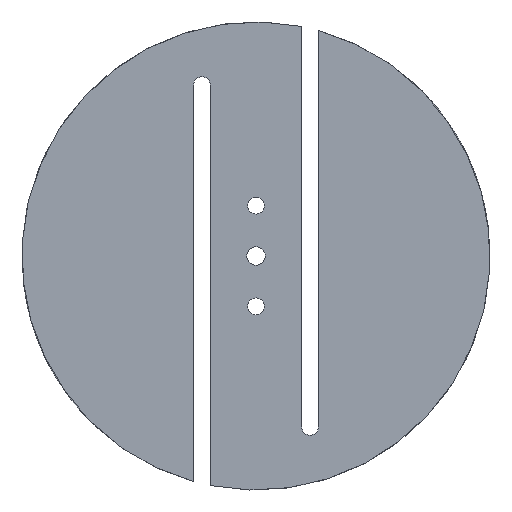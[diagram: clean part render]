
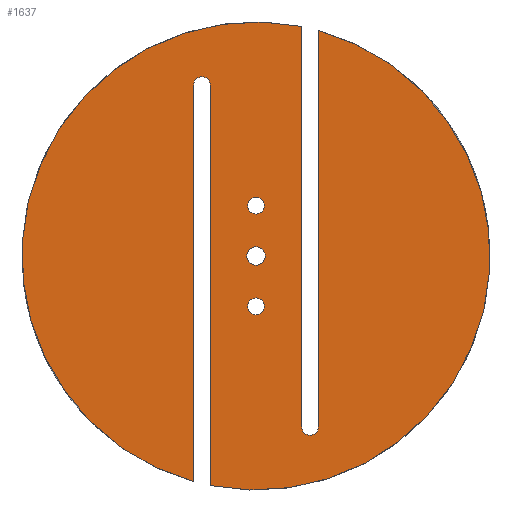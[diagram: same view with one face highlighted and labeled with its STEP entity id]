
A CAD part, front view. The second image highlights one B-rep face of the part: STEP entity #1637.
In plain terms, the highlighted planar face has unit normal (0, -1, 0).
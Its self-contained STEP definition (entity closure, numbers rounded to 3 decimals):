
#26=FACE_BOUND('',#286,.T.);
#27=FACE_BOUND('',#287,.T.);
#28=FACE_BOUND('',#288,.T.);
#67=PLANE('',#1823);
#180=FACE_OUTER_BOUND('',#285,.T.);
#285=EDGE_LOOP('',(#1405,#1406,#1407,#1408,#1409,#1410,#1411,#1412));
#286=EDGE_LOOP('',(#1413));
#287=EDGE_LOOP('',(#1414));
#288=EDGE_LOOP('',(#1415));
#371=LINE('',#2652,#500);
#416=LINE('',#2817,#545);
#425=LINE('',#2848,#554);
#428=LINE('',#2866,#557);
#500=VECTOR('',#2078,10.);
#545=VECTOR('',#2225,10.);
#554=VECTOR('',#2236,10.);
#557=VECTOR('',#2261,10.);
#581=CIRCLE('',#1684,1.1);
#612=CIRCLE('',#1749,27.875);
#618=CIRCLE('',#1767,27.875);
#632=CIRCLE('',#1808,1.);
#633=CIRCLE('',#1810,1.);
#634=CIRCLE('',#1814,1.);
#640=CIRCLE('',#1824,1.);
#667=VERTEX_POINT('',#2398);
#728=VERTEX_POINT('',#2621);
#729=VERTEX_POINT('',#2623);
#739=VERTEX_POINT('',#2649);
#740=VERTEX_POINT('',#2651);
#749=VERTEX_POINT('',#2694);
#787=VERTEX_POINT('',#2808);
#788=VERTEX_POINT('',#2812);
#789=VERTEX_POINT('',#2816);
#798=VERTEX_POINT('',#2846);
#802=VERTEX_POINT('',#2865);
#825=EDGE_CURVE('',#667,#667,#581,.T.);
#910=EDGE_CURVE('',#729,#728,#612,.T.);
#924=EDGE_CURVE('',#740,#739,#371,.T.);
#937=EDGE_CURVE('',#739,#749,#618,.T.);
#994=EDGE_CURVE('',#787,#787,#632,.T.);
#996=EDGE_CURVE('',#788,#788,#633,.T.);
#997=EDGE_CURVE('',#729,#789,#416,.T.);
#1010=EDGE_CURVE('',#798,#749,#425,.T.);
#1011=EDGE_CURVE('',#789,#798,#634,.T.);
#1019=EDGE_CURVE('',#728,#802,#428,.T.);
#1020=EDGE_CURVE('',#802,#740,#640,.T.);
#1405=ORIENTED_EDGE('',*,*,#1010,.F.);
#1406=ORIENTED_EDGE('',*,*,#1011,.F.);
#1407=ORIENTED_EDGE('',*,*,#997,.F.);
#1408=ORIENTED_EDGE('',*,*,#910,.T.);
#1409=ORIENTED_EDGE('',*,*,#1019,.T.);
#1410=ORIENTED_EDGE('',*,*,#1020,.T.);
#1411=ORIENTED_EDGE('',*,*,#924,.T.);
#1412=ORIENTED_EDGE('',*,*,#937,.T.);
#1413=ORIENTED_EDGE('',*,*,#825,.T.);
#1414=ORIENTED_EDGE('',*,*,#994,.T.);
#1415=ORIENTED_EDGE('',*,*,#996,.T.);
#1637=ADVANCED_FACE('',(#180,#26,#27,#28),#67,.F.);
#1684=AXIS2_PLACEMENT_3D('',#2400,#1876,#1877);
#1749=AXIS2_PLACEMENT_3D('',#2624,#2049,#2050);
#1767=AXIS2_PLACEMENT_3D('',#2696,#2099,#2100);
#1808=AXIS2_PLACEMENT_3D('',#2810,#2216,#2217);
#1810=AXIS2_PLACEMENT_3D('',#2814,#2221,#2222);
#1814=AXIS2_PLACEMENT_3D('',#2850,#2239,#2240);
#1823=AXIS2_PLACEMENT_3D('',#2864,#2259,#2260);
#1824=AXIS2_PLACEMENT_3D('',#2867,#2262,#2263);
#1876=DIRECTION('center_axis',(0.,1.,0.));
#1877=DIRECTION('ref_axis',(-1.,0.,0.));
#2049=DIRECTION('center_axis',(0.,-1.,0.));
#2050=DIRECTION('ref_axis',(-1.,0.,0.));
#2078=DIRECTION('',(0.,0.,1.));
#2099=DIRECTION('center_axis',(0.,-1.,0.));
#2100=DIRECTION('ref_axis',(-1.,0.,0.));
#2216=DIRECTION('center_axis',(0.,1.,0.));
#2217=DIRECTION('ref_axis',(1.,0.,0.));
#2221=DIRECTION('center_axis',(0.,1.,0.));
#2222=DIRECTION('ref_axis',(1.,0.,0.));
#2225=DIRECTION('',(0.,0.,1.));
#2236=DIRECTION('',(0.,0.,-1.));
#2239=DIRECTION('center_axis',(0.,-1.,0.));
#2240=DIRECTION('ref_axis',(-1.,0.,0.));
#2259=DIRECTION('center_axis',(0.,1.,0.));
#2260=DIRECTION('ref_axis',(-1.,0.,0.));
#2261=DIRECTION('',(0.,0.,-1.));
#2262=DIRECTION('center_axis',(0.,1.,0.));
#2263=DIRECTION('ref_axis',(1.,0.,0.));
#2398=CARTESIAN_POINT('',(1.1,-10.,0.));
#2400=CARTESIAN_POINT('Origin',(0.,-10.,0.));
#2621=CARTESIAN_POINT('',(7.438,-10.,26.864));
#2623=CARTESIAN_POINT('',(-5.437,-10.,-27.34));
#2624=CARTESIAN_POINT('Origin',(0.,-10.,0.));
#2649=CARTESIAN_POINT('',(5.437,-10.,27.34));
#2651=CARTESIAN_POINT('',(5.437,-10.,-20.341));
#2652=CARTESIAN_POINT('',(5.437,-10.,-10.171));
#2694=CARTESIAN_POINT('',(-7.438,-10.,-26.864));
#2696=CARTESIAN_POINT('Origin',(0.,-10.,0.));
#2808=CARTESIAN_POINT('',(-1.,-10.,-6.));
#2810=CARTESIAN_POINT('Origin',(0.,-10.,-6.));
#2812=CARTESIAN_POINT('',(-1.,-10.,6.));
#2814=CARTESIAN_POINT('Origin',(0.,-10.,6.));
#2816=CARTESIAN_POINT('',(-5.437,-10.,20.341));
#2817=CARTESIAN_POINT('',(-5.437,-10.,10.171));
#2846=CARTESIAN_POINT('',(-7.438,-10.,20.341));
#2848=CARTESIAN_POINT('',(-7.438,-10.,-15.));
#2850=CARTESIAN_POINT('Origin',(-6.438,-10.,20.341));
#2864=CARTESIAN_POINT('Origin',(0.,-10.,0.));
#2865=CARTESIAN_POINT('',(7.438,-10.,-20.341));
#2866=CARTESIAN_POINT('',(7.438,-10.,15.));
#2867=CARTESIAN_POINT('Origin',(6.438,-10.,-20.341));
